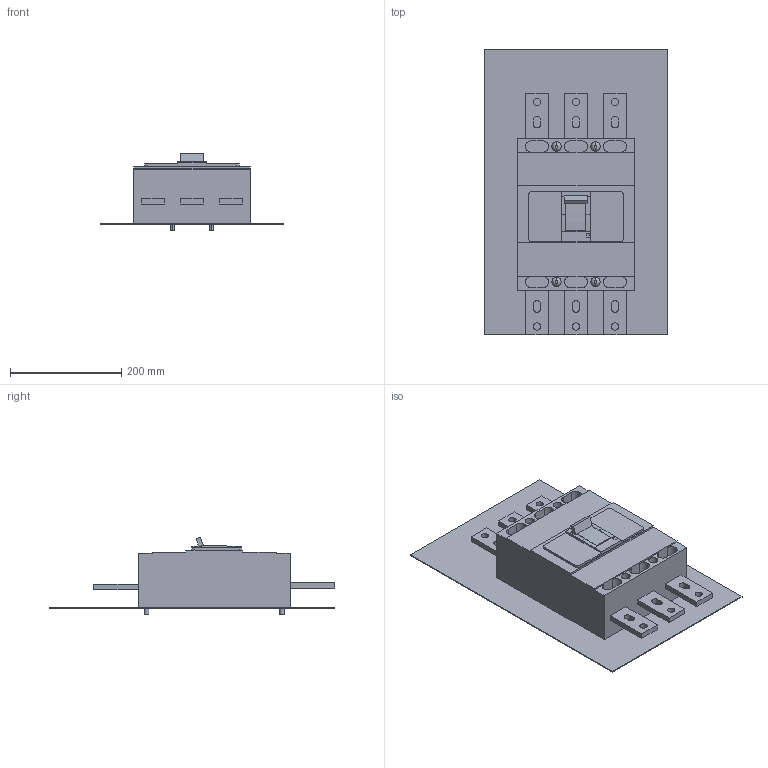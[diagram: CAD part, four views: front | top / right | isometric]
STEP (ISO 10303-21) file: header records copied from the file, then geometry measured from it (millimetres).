
FILE_DESCRIPTION(('CoCreate Modeling STEP Export'),'2;1');
FILE_NAME('ＰＶＳ８００ＮＤＬ３Ｆ８００Ａ.stp','2012-03-23T15:31:13',(''),(''),'CoCreate Modeling STEP processor for AP214 (Solid Model)','CoCreate Modeling 17.0 01-Apr-2010 (C) Parametric Technology GmbH','');
FILE_SCHEMA(('AUTOMOTIVE_DESIGN { 1 0 10303 214 1 1 1 1 }'));
Length unit declared in the file: millimetre
Products named in the file (4): p2.3; p1; p3; ＰＶＳ８００ＮＤＬ３Ｆ８００Ａ
Assembly tree (6 placements, depth 2):
  ＰＶＳ８００ＮＤＬ３Ｆ８００Ａ
    p3
    p1
    p2.3  x4
Bounding box: 330 x 513 x 139.18 mm (x, y, z)
Volume: 5828375.3 mm3; surface area: 688573.6 mm2
Topology: 6 solids, 6 shells, 246 faces, 700 edges, 464 vertices
Faces by surface type: plane 143, cylinder 95, torus 8
Entity records: 7308 total; most frequent: ORIENTED_EDGE 1304, CARTESIAN_POINT 1100, DIRECTION 937, EDGE_CURVE 652, VERTEX_POINT 434, VECTOR 395, LINE 395, EDGE_LOOP 278
